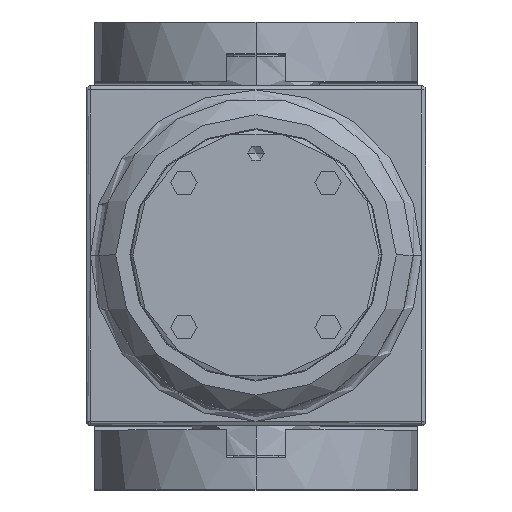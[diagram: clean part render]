
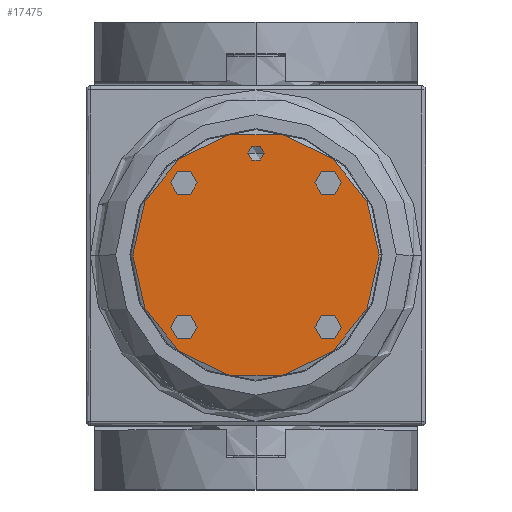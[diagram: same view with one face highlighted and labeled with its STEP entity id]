
A CAD part, top view. The second image highlights one B-rep face of the part: STEP entity #17475.
In plain terms, the highlighted planar face has unit normal (0, 0, 1).
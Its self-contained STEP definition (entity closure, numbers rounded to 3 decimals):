
#23 = DIRECTION ( 'NONE',  ( 1., 0., 0. ) ) ;
#141 = CIRCLE ( 'NONE', #15050, 1.55 ) ;
#331 = PLANE ( 'NONE',  #20219 ) ;
#355 = EDGE_LOOP ( 'NONE', ( #11886, #8619 ) ) ;
#609 = ORIENTED_EDGE ( 'NONE', *, *, #16411, .F. ) ;
#686 = DIRECTION ( 'NONE',  ( 0., 1., 0. ) ) ;
#800 = EDGE_CURVE ( 'NONE', #10769, #3579, #5374, .T. ) ;
#879 = CARTESIAN_POINT ( 'NONE',  ( -6.935, -8.485, 41.5 ) ) ;
#1120 = DIRECTION ( 'NONE',  ( 0., 0., 1. ) ) ;
#1342 = EDGE_LOOP ( 'NONE', ( #10891, #20464 ) ) ;
#1444 = CIRCLE ( 'NONE', #9807, 1.55 ) ;
#1536 = DIRECTION ( 'NONE',  ( 1., 0., 0. ) ) ;
#1685 = AXIS2_PLACEMENT_3D ( 'NONE', #14302, #7793, #3068 ) ;
#1775 = ORIENTED_EDGE ( 'NONE', *, *, #3838, .F. ) ;
#1838 = AXIS2_PLACEMENT_3D ( 'NONE', #11431, #9839, #5081 ) ;
#2029 = CARTESIAN_POINT ( 'NONE',  ( 0., 0., 41.5 ) ) ;
#2057 = DIRECTION ( 'NONE',  ( 1., 0., 0. ) ) ;
#2083 = FACE_BOUND ( 'NONE', #355, .T. ) ;
#2379 = CIRCLE ( 'NONE', #9296, 14.5 ) ;
#2452 = DIRECTION ( 'NONE',  ( 1., 0., 0. ) ) ;
#2498 = DIRECTION ( 'NONE',  ( -1., 0., 0. ) ) ;
#2575 = FACE_BOUND ( 'NONE', #7692, .T. ) ;
#3068 = DIRECTION ( 'NONE',  ( 0., -1., 0. ) ) ;
#3502 = DIRECTION ( 'NONE',  ( 0., 0., 1. ) ) ;
#3503 = AXIS2_PLACEMENT_3D ( 'NONE', #12617, #7783, #1536 ) ;
#3510 = EDGE_CURVE ( 'NONE', #9863, #17570, #1444, .T. ) ;
#3579 = VERTEX_POINT ( 'NONE', #11035 ) ;
#3830 = VERTEX_POINT ( 'NONE', #8675 ) ;
#3838 = EDGE_CURVE ( 'NONE', #6433, #6661, #11811, .T. ) ;
#4574 = DIRECTION ( 'NONE',  ( 0., 0., 1. ) ) ;
#4793 = ORIENTED_EDGE ( 'NONE', *, *, #5744, .T. ) ;
#5081 = DIRECTION ( 'NONE',  ( 0., -1., 0. ) ) ;
#5100 = EDGE_CURVE ( 'NONE', #7671, #9189, #16488, .T. ) ;
#5374 = CIRCLE ( 'NONE', #12659, 14.5 ) ;
#5469 = CARTESIAN_POINT ( 'NONE',  ( 8.485, -8.485, 41.5 ) ) ;
#5536 = ORIENTED_EDGE ( 'NONE', *, *, #17517, .F. ) ;
#5725 = CARTESIAN_POINT ( 'NONE',  ( 6.935, -8.485, 41.5 ) ) ;
#5744 = EDGE_CURVE ( 'NONE', #3579, #10769, #2379, .T. ) ;
#5754 = EDGE_LOOP ( 'NONE', ( #1775, #609 ) ) ;
#6238 = VERTEX_POINT ( 'NONE', #6434 ) ;
#6433 = VERTEX_POINT ( 'NONE', #879 ) ;
#6434 = CARTESIAN_POINT ( 'NONE',  ( 10.035, 8.485, 41.5 ) ) ;
#6661 = VERTEX_POINT ( 'NONE', #14236 ) ;
#6832 = CARTESIAN_POINT ( 'NONE',  ( 6.935, 8.485, 41.5 ) ) ;
#7395 = EDGE_CURVE ( 'NONE', #3830, #8893, #17163, .T. ) ;
#7671 = VERTEX_POINT ( 'NONE', #13793 ) ;
#7692 = EDGE_LOOP ( 'NONE', ( #5536, #11213 ) ) ;
#7783 = DIRECTION ( 'NONE',  ( 0., 0., 1. ) ) ;
#7793 = DIRECTION ( 'NONE',  ( 0., 0., 1. ) ) ;
#8126 = DIRECTION ( 'NONE',  ( 0., 0., 1. ) ) ;
#8303 = CARTESIAN_POINT ( 'NONE',  ( -8.485, 8.485, 41.5 ) ) ;
#8531 = DIRECTION ( 'NONE',  ( 0., 0., 1. ) ) ;
#8585 = DIRECTION ( 'NONE',  ( 0., 0., 1. ) ) ;
#8619 = ORIENTED_EDGE ( 'NONE', *, *, #11542, .F. ) ;
#8675 = CARTESIAN_POINT ( 'NONE',  ( -6.935, 8.485, 41.5 ) ) ;
#8757 = CIRCLE ( 'NONE', #19953, 0.95 ) ;
#8785 = DIRECTION ( 'NONE',  ( 0., 0., 1. ) ) ;
#8858 = CARTESIAN_POINT ( 'NONE',  ( 10.035, -8.485, 41.5 ) ) ;
#8893 = VERTEX_POINT ( 'NONE', #10845 ) ;
#9112 = EDGE_LOOP ( 'NONE', ( #18594, #14196 ) ) ;
#9189 = VERTEX_POINT ( 'NONE', #13519 ) ;
#9296 = AXIS2_PLACEMENT_3D ( 'NONE', #18087, #8585, #19660 ) ;
#9749 = DIRECTION ( 'NONE',  ( 1., 0., 0. ) ) ;
#9773 = CARTESIAN_POINT ( 'NONE',  ( 0., 0., 41.5 ) ) ;
#9807 = AXIS2_PLACEMENT_3D ( 'NONE', #15195, #1120, #2498 ) ;
#9839 = DIRECTION ( 'NONE',  ( 0., 0., 1. ) ) ;
#9863 = VERTEX_POINT ( 'NONE', #8858 ) ;
#9947 = DIRECTION ( 'NONE',  ( 0., 1., 0. ) ) ;
#10166 = ORIENTED_EDGE ( 'NONE', *, *, #800, .T. ) ;
#10248 = CIRCLE ( 'NONE', #1685, 1.55 ) ;
#10271 = CARTESIAN_POINT ( 'NONE',  ( -8.485, -8.485, 41.5 ) ) ;
#10463 = FACE_BOUND ( 'NONE', #5754, .T. ) ;
#10769 = VERTEX_POINT ( 'NONE', #11845 ) ;
#10845 = CARTESIAN_POINT ( 'NONE',  ( -10.035, 8.485, 41.5 ) ) ;
#10891 = ORIENTED_EDGE ( 'NONE', *, *, #3510, .F. ) ;
#11035 = CARTESIAN_POINT ( 'NONE',  ( -14.5, 0., 41.5 ) ) ;
#11213 = ORIENTED_EDGE ( 'NONE', *, *, #16188, .F. ) ;
#11363 = DIRECTION ( 'NONE',  ( 1., 0., 0. ) ) ;
#11431 = CARTESIAN_POINT ( 'NONE',  ( 8.485, 8.485, 41.5 ) ) ;
#11535 = CARTESIAN_POINT ( 'NONE',  ( -8.485, -8.485, 41.5 ) ) ;
#11542 = EDGE_CURVE ( 'NONE', #8893, #3830, #17468, .T. ) ;
#11811 = CIRCLE ( 'NONE', #12977, 1.55 ) ;
#11845 = CARTESIAN_POINT ( 'NONE',  ( 14.5, 0., 41.5 ) ) ;
#11886 = ORIENTED_EDGE ( 'NONE', *, *, #7395, .F. ) ;
#11895 = CARTESIAN_POINT ( 'NONE',  ( 0., 12., 41.5 ) ) ;
#11952 = FACE_BOUND ( 'NONE', #1342, .T. ) ;
#12206 = EDGE_CURVE ( 'NONE', #17570, #9863, #19165, .T. ) ;
#12438 = FACE_BOUND ( 'NONE', #9112, .T. ) ;
#12617 = CARTESIAN_POINT ( 'NONE',  ( -8.485, 8.485, 41.5 ) ) ;
#12659 = AXIS2_PLACEMENT_3D ( 'NONE', #2029, #8126, #9749 ) ;
#12830 = EDGE_LOOP ( 'NONE', ( #4793, #10166 ) ) ;
#12872 = DIRECTION ( 'NONE',  ( 0., 0., 1. ) ) ;
#12977 = AXIS2_PLACEMENT_3D ( 'NONE', #10271, #8531, #686 ) ;
#13428 = VERTEX_POINT ( 'NONE', #6832 ) ;
#13519 = CARTESIAN_POINT ( 'NONE',  ( -0.95, 12., 41.5 ) ) ;
#13793 = CARTESIAN_POINT ( 'NONE',  ( 0.95, 12., 41.5 ) ) ;
#14196 = ORIENTED_EDGE ( 'NONE', *, *, #16216, .F. ) ;
#14236 = CARTESIAN_POINT ( 'NONE',  ( -10.035, -8.485, 41.5 ) ) ;
#14302 = CARTESIAN_POINT ( 'NONE',  ( 8.485, 8.485, 41.5 ) ) ;
#14664 = FACE_OUTER_BOUND ( 'NONE', #12830, .T. ) ;
#15050 = AXIS2_PLACEMENT_3D ( 'NONE', #11535, #17565, #9947 ) ;
#15074 = DIRECTION ( 'NONE',  ( -1., 0., 0. ) ) ;
#15131 = AXIS2_PLACEMENT_3D ( 'NONE', #5469, #16670, #15074 ) ;
#15195 = CARTESIAN_POINT ( 'NONE',  ( 8.485, -8.485, 41.5 ) ) ;
#15692 = CARTESIAN_POINT ( 'NONE',  ( 0., 12., 41.5 ) ) ;
#16188 = EDGE_CURVE ( 'NONE', #13428, #6238, #10248, .T. ) ;
#16216 = EDGE_CURVE ( 'NONE', #9189, #7671, #8757, .T. ) ;
#16411 = EDGE_CURVE ( 'NONE', #6661, #6433, #141, .T. ) ;
#16488 = CIRCLE ( 'NONE', #16722, 0.95 ) ;
#16670 = DIRECTION ( 'NONE',  ( 0., 0., 1. ) ) ;
#16722 = AXIS2_PLACEMENT_3D ( 'NONE', #11895, #8785, #2452 ) ;
#17163 = CIRCLE ( 'NONE', #3503, 1.55 ) ;
#17468 = CIRCLE ( 'NONE', #18053, 1.55 ) ;
#17475 = ADVANCED_FACE ( 'NONE', ( #14664, #12438, #2575, #11952, #10463, #2083 ), #331, .T. ) ;
#17517 = EDGE_CURVE ( 'NONE', #6238, #13428, #18371, .T. ) ;
#17565 = DIRECTION ( 'NONE',  ( 0., 0., 1. ) ) ;
#17570 = VERTEX_POINT ( 'NONE', #5725 ) ;
#18053 = AXIS2_PLACEMENT_3D ( 'NONE', #8303, #12872, #2057 ) ;
#18087 = CARTESIAN_POINT ( 'NONE',  ( 0., 0., 41.5 ) ) ;
#18371 = CIRCLE ( 'NONE', #1838, 1.55 ) ;
#18594 = ORIENTED_EDGE ( 'NONE', *, *, #5100, .F. ) ;
#19165 = CIRCLE ( 'NONE', #15131, 1.55 ) ;
#19660 = DIRECTION ( 'NONE',  ( 1., 0., 0. ) ) ;
#19953 = AXIS2_PLACEMENT_3D ( 'NONE', #15692, #4574, #23 ) ;
#20219 = AXIS2_PLACEMENT_3D ( 'NONE', #9773, #3502, #11363 ) ;
#20464 = ORIENTED_EDGE ( 'NONE', *, *, #12206, .F. ) ;
